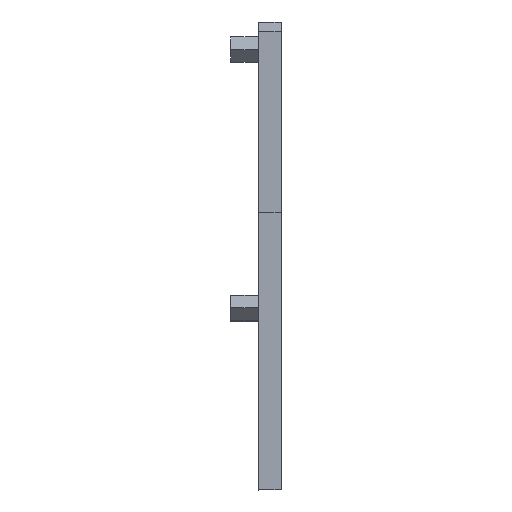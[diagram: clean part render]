
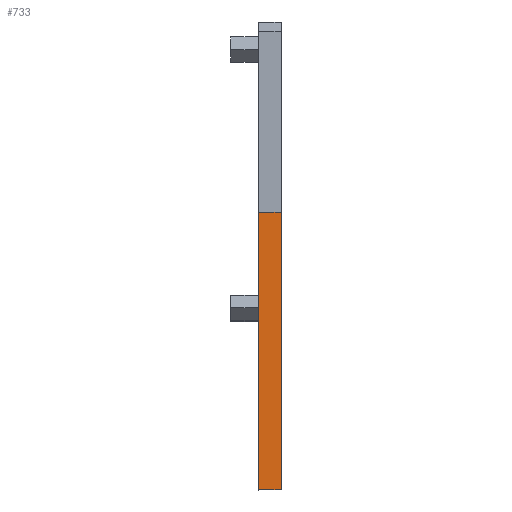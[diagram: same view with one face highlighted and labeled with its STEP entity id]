
A CAD part, front view. The second image highlights one B-rep face of the part: STEP entity #733.
In plain terms, the highlighted planar face has unit normal (0, -1, 0).
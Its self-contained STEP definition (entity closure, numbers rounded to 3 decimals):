
#720=AXIS2_PLACEMENT_3D('Plane Axis2P3D',#717,#718,#719) ;
#269=CARTESIAN_POINT('Vertex',(5.5,0.,30.2)) ;
#272=CARTESIAN_POINT('Line Origine',(5.5,0.,15.1)) ;
#276=CARTESIAN_POINT('Vertex',(5.5,0.,0.)) ;
#482=CARTESIAN_POINT('Vertex',(3.,0.,0.)) ;
#485=CARTESIAN_POINT('Line Origine',(3.,0.,15.1)) ;
#489=CARTESIAN_POINT('Vertex',(3.,0.,30.2)) ;
#703=CARTESIAN_POINT('Line Origine',(4.25,0.,30.2)) ;
#717=CARTESIAN_POINT('Axis2P3D Location',(3.,0.,1.)) ;
#722=CARTESIAN_POINT('Line Origine',(4.25,0.,0.)) ;
#273=DIRECTION('Vector Direction',(0.,0.,-1.)) ;
#486=DIRECTION('Vector Direction',(0.,0.,1.)) ;
#704=DIRECTION('Vector Direction',(-1.,0.,0.)) ;
#718=DIRECTION('Axis2P3D Direction',(0.,1.,0.)) ;
#719=DIRECTION('Axis2P3D XDirection',(0.,0.,1.)) ;
#723=DIRECTION('Vector Direction',(-1.,0.,0.)) ;
#274=VECTOR('Line Direction',#273,1.) ;
#487=VECTOR('Line Direction',#486,1.) ;
#705=VECTOR('Line Direction',#704,1.) ;
#724=VECTOR('Line Direction',#723,1.) ;
#728=ORIENTED_EDGE('',*,*,#707,.T.) ;
#729=ORIENTED_EDGE('',*,*,#491,.F.) ;
#730=ORIENTED_EDGE('',*,*,#726,.F.) ;
#731=ORIENTED_EDGE('',*,*,#278,.F.) ;
#733=ADVANCED_FACE('Hauptk\X2\00F6\X0\rper',(#732),#721,.F.) ;
#278=EDGE_CURVE('',#270,#277,#275,.T.) ;
#491=EDGE_CURVE('',#483,#490,#488,.T.) ;
#707=EDGE_CURVE('',#270,#490,#706,.T.) ;
#726=EDGE_CURVE('',#277,#483,#725,.T.) ;
#727=EDGE_LOOP('',(#728,#729,#730,#731)) ;
#732=FACE_OUTER_BOUND('',#727,.T.) ;
#275=LINE('Line',#272,#274) ;
#488=LINE('Line',#485,#487) ;
#706=LINE('Line',#703,#705) ;
#725=LINE('Line',#722,#724) ;
#721=PLANE('',#720) ;
#270=VERTEX_POINT('',#269) ;
#277=VERTEX_POINT('',#276) ;
#483=VERTEX_POINT('',#482) ;
#490=VERTEX_POINT('',#489) ;
